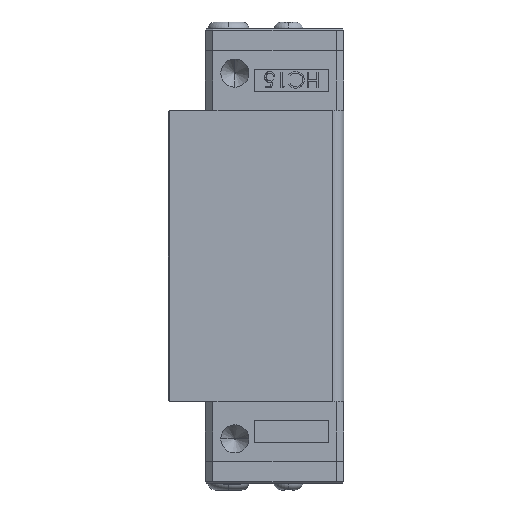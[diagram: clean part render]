
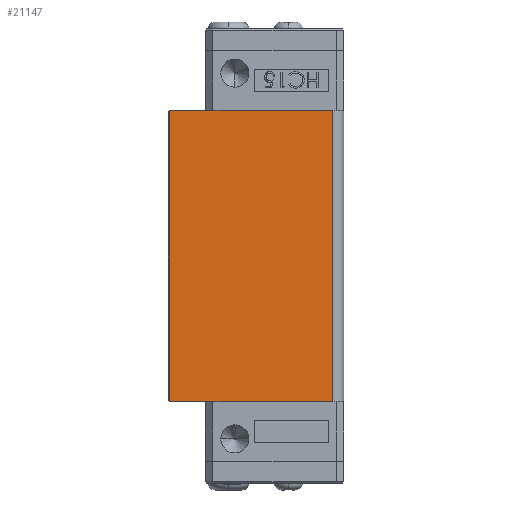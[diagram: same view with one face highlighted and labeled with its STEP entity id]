
A CAD part, left-side view. The second image highlights one B-rep face of the part: STEP entity #21147.
In plain terms, the highlighted planar face has unit normal (-1, 0, 0).
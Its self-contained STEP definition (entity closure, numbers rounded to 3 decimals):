
#275 = EDGE_CURVE ( 'NONE', #4927, #709, #4857, .T. ) ;
#422 = CARTESIAN_POINT ( 'NONE',  ( -17.098, 23.5, 39.4 ) ) ;
#709 = VERTEX_POINT ( 'NONE', #10473 ) ;
#735 = VECTOR ( 'NONE', #19372, 1000. ) ;
#1718 = VERTEX_POINT ( 'NONE', #16155 ) ;
#2001 = VECTOR ( 'NONE', #15187, 1000. ) ;
#2388 = ORIENTED_EDGE ( 'NONE', *, *, #275, .F. ) ;
#2399 = DIRECTION ( 'NONE',  ( 0., 1., 0. ) ) ;
#2949 = CARTESIAN_POINT ( 'NONE',  ( -17.098, 23.5, 39.4 ) ) ;
#4212 = CARTESIAN_POINT ( 'NONE',  ( -17.098, 1.5, 0. ) ) ;
#4857 = LINE ( 'NONE', #10586, #735 ) ;
#4927 = VERTEX_POINT ( 'NONE', #422 ) ;
#5868 = DIRECTION ( 'NONE',  ( 1., 0., 0. ) ) ;
#7670 = CARTESIAN_POINT ( 'NONE',  ( -17.098, 1.5, 39.4 ) ) ;
#8096 = CARTESIAN_POINT ( 'NONE',  ( -17.098, 1.5, 0. ) ) ;
#9160 = AXIS2_PLACEMENT_3D ( 'NONE', #7670, #5868, #2399 ) ;
#10473 = CARTESIAN_POINT ( 'NONE',  ( -17.098, 1.5, 39.4 ) ) ;
#10586 = CARTESIAN_POINT ( 'NONE',  ( -17.098, 1.5, 39.4 ) ) ;
#11263 = ORIENTED_EDGE ( 'NONE', *, *, #19868, .F. ) ;
#12699 = ORIENTED_EDGE ( 'NONE', *, *, #17020, .T. ) ;
#13146 = LINE ( 'NONE', #4212, #15030 ) ;
#13403 = LINE ( 'NONE', #2949, #2001 ) ;
#14794 = FACE_OUTER_BOUND ( 'NONE', #18908, .T. ) ;
#15030 = VECTOR ( 'NONE', #16489, 1000. ) ;
#15187 = DIRECTION ( 'NONE',  ( 0., 0., -1. ) ) ;
#16155 = CARTESIAN_POINT ( 'NONE',  ( -17.098, 23.5, 0. ) ) ;
#16489 = DIRECTION ( 'NONE',  ( 0., -1., 0. ) ) ;
#16691 = PLANE ( 'NONE',  #9160 ) ;
#17020 = EDGE_CURVE ( 'NONE', #1718, #21754, #13146, .T. ) ;
#17081 = LINE ( 'NONE', #19112, #19378 ) ;
#17567 = ORIENTED_EDGE ( 'NONE', *, *, #21964, .T. ) ;
#17580 = DIRECTION ( 'NONE',  ( 0., 0., -1. ) ) ;
#18908 = EDGE_LOOP ( 'NONE', ( #2388, #17567, #12699, #11263 ) ) ;
#19112 = CARTESIAN_POINT ( 'NONE',  ( -17.098, 1.5, 39.4 ) ) ;
#19372 = DIRECTION ( 'NONE',  ( 0., -1., 0. ) ) ;
#19378 = VECTOR ( 'NONE', #17580, 1000. ) ;
#19868 = EDGE_CURVE ( 'NONE', #709, #21754, #17081, .T. ) ;
#21147 = ADVANCED_FACE ( 'NONE', ( #14794 ), #16691, .F. ) ;
#21754 = VERTEX_POINT ( 'NONE', #8096 ) ;
#21964 = EDGE_CURVE ( 'NONE', #4927, #1718, #13403, .T. ) ;
